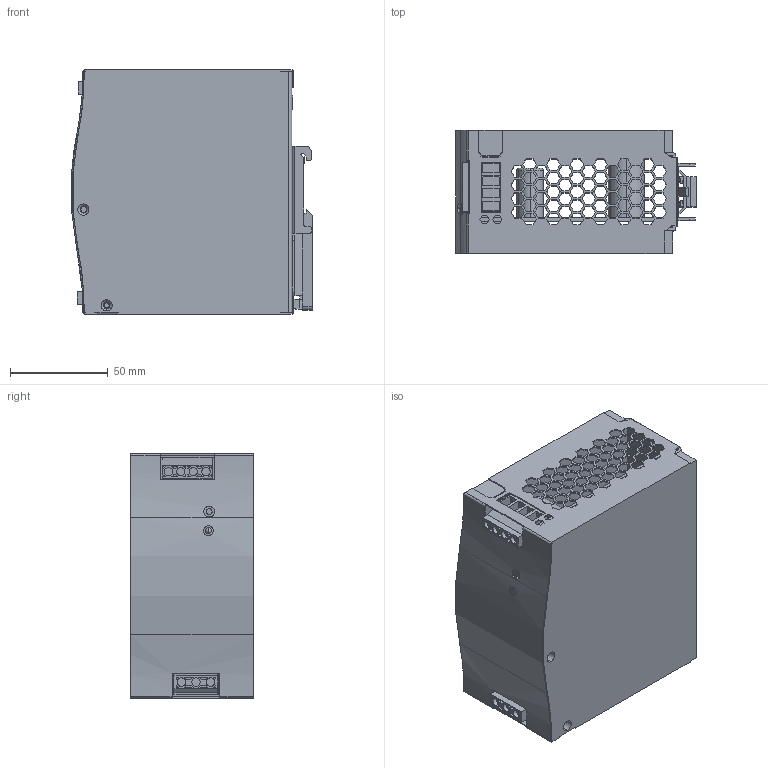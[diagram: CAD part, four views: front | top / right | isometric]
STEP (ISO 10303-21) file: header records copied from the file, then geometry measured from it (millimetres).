
FILE_DESCRIPTION (( 'STEP AP214' ), '1' );
FILE_NAME ('PS240W24DCDR_3D.step', '2023-10-27T19:44:42', ( '' ), ( '' ), 'SwSTEP 2.0', 'SolidWorks 2022', '' );
FILE_SCHEMA (( 'AUTOMOTIVE_DESIGN' ));
Length unit declared in the file: inch
Products named in the file (1): PS240W24DCDR_3D
Bounding box: 123.41 x 63 x 125.2 mm (x, y, z)
Volume: 424721.5 mm3; surface area: 155486.4 mm2
Topology: 1 solids, 1 shells, 1578 faces, 4587 edges, 3008 vertices
Faces by surface type: plane 1284, cylinder 234, bspline 36, cone 22, torus 2
Entity records: 73253 total; most frequent: CARTESIAN_POINT 10561, ORIENTED_EDGE 9174, DIRECTION 8140, EDGE_CURVE 4587, LINE 4002, VECTOR 4002, VERTEX_POINT 3008, AXIS2_PLACEMENT_3D 2069
